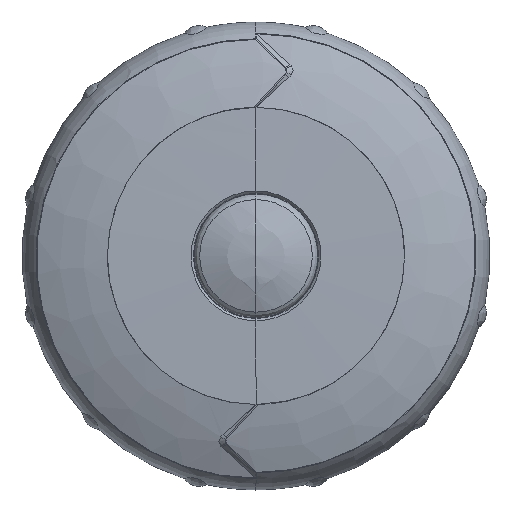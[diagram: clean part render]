
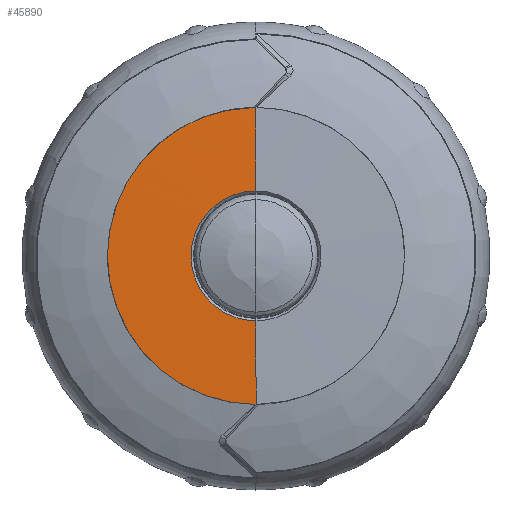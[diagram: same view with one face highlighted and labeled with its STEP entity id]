
A CAD part, top view. The second image highlights one B-rep face of the part: STEP entity #45890.
In plain terms, the highlighted spherical face has radius 515.889 mm.
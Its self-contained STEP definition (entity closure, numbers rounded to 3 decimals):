
#42633=CARTESIAN_POINT('',(0.,19.,
-0.35));
#42670=CARTESIAN_POINT('',(0.,0.,-515.889));
#42671=DIRECTION('',(-1.,0.,0.));
#42672=DIRECTION('',(0.,0.016,1.));
#42673=AXIS2_PLACEMENT_3D('',#42670,#42671,#42672);
#42693=CARTESIAN_POINT('',(0.,0.,-0.067));
#42694=DIRECTION('',(0.,0.,1.));
#42695=DIRECTION('',(0.,1.,0.));
#42696=AXIS2_PLACEMENT_3D('',#42693,#42694,#42695);
#42698=CARTESIAN_POINT('',(0.,0.,-515.889));
#42699=DIRECTION('',(1.,0.,0.));
#42700=DIRECTION('',(0.,-0.016,1.));
#42701=AXIS2_PLACEMENT_3D('',#42698,#42699,#42700);
#42703=CARTESIAN_POINT('',(0.,0.,-0.35));
#42704=DIRECTION('',(0.,0.,-1.));
#42705=DIRECTION('',(0.,-1.,0.));
#42706=AXIS2_PLACEMENT_3D('',#42703,#42704,#42705);
#42708=CARTESIAN_POINT('',(0.,0.,-0.35));
#42709=DIRECTION('',(0.,0.,-1.));
#42710=DIRECTION('',(-1.,0.,0.));
#42711=AXIS2_PLACEMENT_3D('',#42708,#42709,#42710);
#42713=CARTESIAN_POINT('',(0.,-19.,
-0.35));
#44505=VERTEX_POINT('',#42713);
#44570=VERTEX_POINT('',#42633);
#44584=CARTESIAN_POINT('',(0.,-8.299,-0.067));
#44585=CARTESIAN_POINT('',(0.,8.299,-0.067));
#44586=VERTEX_POINT('',#44584);
#44587=VERTEX_POINT('',#44585);
#44592=CARTESIAN_POINT('',(-19.,0.,-0.35));
#44593=VERTEX_POINT('',#44592);
#45876=CARTESIAN_POINT('',(0.,0.,-515.889));
#45877=DIRECTION('',(0.,-0.016,1.));
#45878=DIRECTION('',(0.,1.,0.016));
#45879=AXIS2_PLACEMENT_3D('',#45876,#45877,#45878);
#45880=SPHERICAL_SURFACE('',#45879,515.889);
#45881=ORIENTED_EDGE('',*,*,#45867,.T.);
#45882=ORIENTED_EDGE('',*,*,#45842,.T.);
#45884=ORIENTED_EDGE('',*,*,#45883,.T.);
#45886=ORIENTED_EDGE('',*,*,#45885,.T.);
#45887=ORIENTED_EDGE('',*,*,#45838,.F.);
#45888=EDGE_LOOP('',(#45881,#45882,#45884,#45886,#45887));
#45889=FACE_OUTER_BOUND('',#45888,.F.);
#45890=ADVANCED_FACE('',(#45889),#45880,.T.);
#42674=CIRCLE('',#42673,515.889);
#42697=CIRCLE('',#42696,8.299);
#42702=CIRCLE('',#42701,515.889);
#42707=CIRCLE('',#42706,19.);
#42712=CIRCLE('',#42711,19.);
#45838=EDGE_CURVE('',#44587,#44570,#42674,.T.);
#45842=EDGE_CURVE('',#44586,#44505,#42702,.T.);
#45867=EDGE_CURVE('',#44587,#44586,#42697,.T.);
#45883=EDGE_CURVE('',#44505,#44593,#42707,.T.);
#45885=EDGE_CURVE('',#44593,#44570,#42712,.T.);
